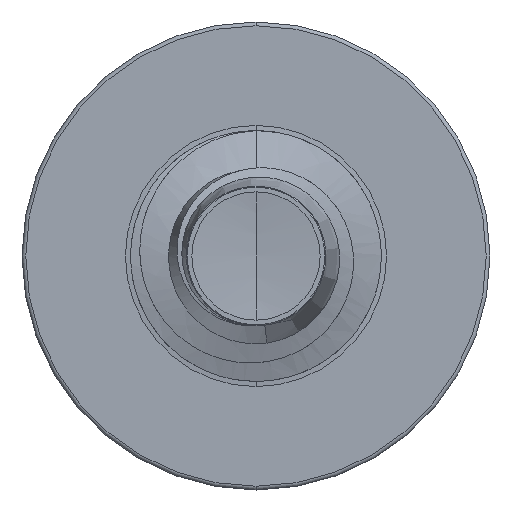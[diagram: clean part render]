
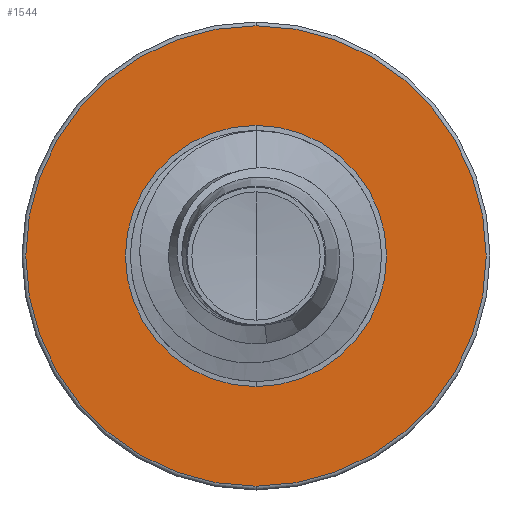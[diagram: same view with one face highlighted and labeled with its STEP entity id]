
A CAD part, front view. The second image highlights one B-rep face of the part: STEP entity #1544.
In plain terms, the highlighted planar face has unit normal (0, -1, 0).
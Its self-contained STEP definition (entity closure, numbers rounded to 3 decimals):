
#63 = DIRECTION ( 'NONE',  ( 0., 0., 1. ) ) ;
#106 = DIRECTION ( 'NONE',  ( 0., 1., 0. ) ) ;
#108 = CARTESIAN_POINT ( 'NONE',  ( 0., 3.5, 0. ) ) ;
#1194 = EDGE_LOOP ( 'NONE', ( #2067, #5347 ) ) ;
#1340 = ORIENTED_EDGE ( 'NONE', *, *, #5355, .F. ) ;
#1544 = ADVANCED_FACE ( 'NONE', ( #6366, #4823 ), #6716, .F. ) ;
#1831 = CARTESIAN_POINT ( 'NONE',  ( 0., 3.5, -1.562 ) ) ;
#1966 = CARTESIAN_POINT ( 'NONE',  ( 0., 3.5, -2.755 ) ) ;
#2067 = ORIENTED_EDGE ( 'NONE', *, *, #7249, .T. ) ;
#2262 = CIRCLE ( 'NONE', #5962, 2.755 ) ;
#2795 = CARTESIAN_POINT ( 'NONE',  ( 0., 3.5, 2.755 ) ) ;
#2975 = VERTEX_POINT ( 'NONE', #2795 ) ;
#3097 = VERTEX_POINT ( 'NONE', #1831 ) ;
#3356 = AXIS2_PLACEMENT_3D ( 'NONE', #4355, #7431, #5971 ) ;
#3430 = CARTESIAN_POINT ( 'NONE',  ( 0., 3.5, 1.562 ) ) ;
#3438 = DIRECTION ( 'NONE',  ( 0., 0., 1. ) ) ;
#3441 = DIRECTION ( 'NONE',  ( 0., 1., 0. ) ) ;
#3460 = CARTESIAN_POINT ( 'NONE',  ( 0., 3.5, 0. ) ) ;
#3549 = DIRECTION ( 'NONE',  ( 0., 1., 0. ) ) ;
#3559 = CARTESIAN_POINT ( 'NONE',  ( 0., 3.5, 0. ) ) ;
#3628 = EDGE_LOOP ( 'NONE', ( #1340, #6759 ) ) ;
#3676 = VERTEX_POINT ( 'NONE', #3430 ) ;
#4128 = CIRCLE ( 'NONE', #6981, 2.755 ) ;
#4355 = CARTESIAN_POINT ( 'NONE',  ( 0., 3.5, -1.562 ) ) ;
#4406 = EDGE_CURVE ( 'NONE', #3097, #3676, #8029, .T. ) ;
#4823 = FACE_BOUND ( 'NONE', #1194, .T. ) ;
#5347 = ORIENTED_EDGE ( 'NONE', *, *, #4406, .T. ) ;
#5355 = EDGE_CURVE ( 'NONE', #2975, #6803, #2262, .T. ) ;
#5823 = CIRCLE ( 'NONE', #6546, 1.562 ) ;
#5962 = AXIS2_PLACEMENT_3D ( 'NONE', #108, #106, #63 ) ;
#5971 = DIRECTION ( 'NONE',  ( 0., 0., 1. ) ) ;
#6134 = AXIS2_PLACEMENT_3D ( 'NONE', #3460, #3441, #3438 ) ;
#6366 = FACE_OUTER_BOUND ( 'NONE', #3628, .T. ) ;
#6546 = AXIS2_PLACEMENT_3D ( 'NONE', #6842, #6826, #6654 ) ;
#6624 = DIRECTION ( 'NONE',  ( 0., 0., 1. ) ) ;
#6654 = DIRECTION ( 'NONE',  ( 0., 0., 1. ) ) ;
#6716 = PLANE ( 'NONE',  #3356 ) ;
#6759 = ORIENTED_EDGE ( 'NONE', *, *, #7285, .F. ) ;
#6803 = VERTEX_POINT ( 'NONE', #1966 ) ;
#6826 = DIRECTION ( 'NONE',  ( 0., 1., 0. ) ) ;
#6842 = CARTESIAN_POINT ( 'NONE',  ( 0., 3.5, 0. ) ) ;
#6981 = AXIS2_PLACEMENT_3D ( 'NONE', #3559, #3549, #6624 ) ;
#7249 = EDGE_CURVE ( 'NONE', #3676, #3097, #5823, .T. ) ;
#7285 = EDGE_CURVE ( 'NONE', #6803, #2975, #4128, .T. ) ;
#7431 = DIRECTION ( 'NONE',  ( 0., 1., 0. ) ) ;
#8029 = CIRCLE ( 'NONE', #6134, 1.562 ) ;
